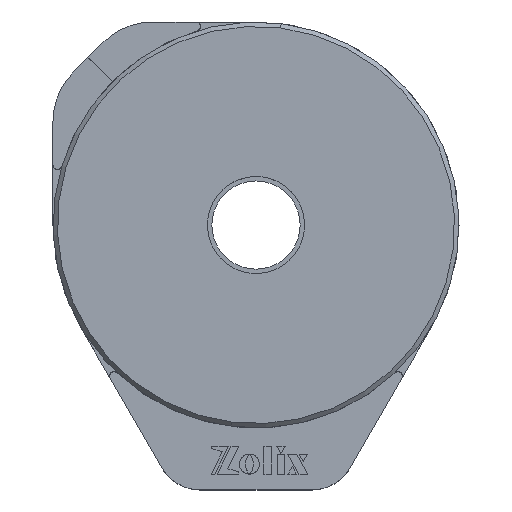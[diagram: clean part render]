
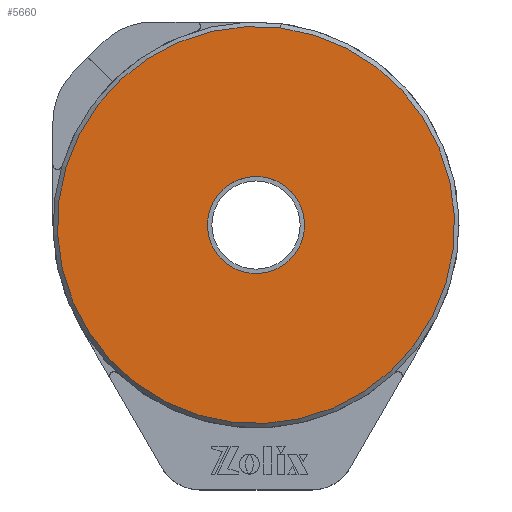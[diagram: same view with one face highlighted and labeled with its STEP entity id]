
A CAD part, top view. The second image highlights one B-rep face of the part: STEP entity #5660.
In plain terms, the highlighted planar face has unit normal (0, 0, 1).
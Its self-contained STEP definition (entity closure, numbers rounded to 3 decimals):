
#11 = DIRECTION ( 'NONE',  ( 0., 0., -1. ) ) ;
#406 = ORIENTED_EDGE ( 'NONE', *, *, #603, .T. ) ;
#446 = DIRECTION ( 'NONE',  ( -0.124, -0.992, 0. ) ) ;
#603 = EDGE_CURVE ( 'NONE', #3606, #6020, #6229, .T. ) ;
#759 = DIRECTION ( 'NONE',  ( 0., 0., -1. ) ) ;
#801 = AXIS2_PLACEMENT_3D ( 'NONE', #1788, #2858, #1214 ) ;
#805 = CARTESIAN_POINT ( 'NONE',  ( 0., 0., 0. ) ) ;
#1214 = DIRECTION ( 'NONE',  ( -0.124, -0.992, 0. ) ) ;
#1563 = AXIS2_PLACEMENT_3D ( 'NONE', #3711, #2507, #3090 ) ;
#1573 = CARTESIAN_POINT ( 'NONE',  ( 0.684, 5.457, 0. ) ) ;
#1641 = FACE_BOUND ( 'NONE', #3797, .T. ) ;
#1762 = CIRCLE ( 'NONE', #5199, 22.5 ) ;
#1788 = CARTESIAN_POINT ( 'NONE',  ( -22.822, 2.859, 0. ) ) ;
#2210 = CARTESIAN_POINT ( 'NONE',  ( 0., 0., 0. ) ) ;
#2507 = DIRECTION ( 'NONE',  ( 0., 0., 1. ) ) ;
#2584 = EDGE_CURVE ( 'NONE', #4341, #4897, #5532, .T. ) ;
#2755 = FACE_OUTER_BOUND ( 'NONE', #4565, .T. ) ;
#2858 = DIRECTION ( 'NONE',  ( 0., 0., -1. ) ) ;
#3078 = DIRECTION ( 'NONE',  ( 0., 0., 1. ) ) ;
#3090 = DIRECTION ( 'NONE',  ( -0.124, -0.992, 0. ) ) ;
#3384 = EDGE_CURVE ( 'NONE', #6020, #3606, #1762, .T. ) ;
#3457 = CIRCLE ( 'NONE', #4046, 5.5 ) ;
#3606 = VERTEX_POINT ( 'NONE', #5717 ) ;
#3711 = CARTESIAN_POINT ( 'NONE',  ( 0., 0., 0. ) ) ;
#3797 = EDGE_LOOP ( 'NONE', ( #5346, #5765 ) ) ;
#4046 = AXIS2_PLACEMENT_3D ( 'NONE', #2210, #11, #446 ) ;
#4194 = DIRECTION ( 'NONE',  ( -0.124, -0.992, 0. ) ) ;
#4341 = VERTEX_POINT ( 'NONE', #5279 ) ;
#4396 = EDGE_CURVE ( 'NONE', #4897, #4341, #3457, .T. ) ;
#4461 = AXIS2_PLACEMENT_3D ( 'NONE', #805, #759, #5671 ) ;
#4565 = EDGE_LOOP ( 'NONE', ( #5224, #406 ) ) ;
#4897 = VERTEX_POINT ( 'NONE', #1573 ) ;
#4905 = CARTESIAN_POINT ( 'NONE',  ( -2.797, -22.325, 0. ) ) ;
#5199 = AXIS2_PLACEMENT_3D ( 'NONE', #5800, #3078, #4194 ) ;
#5224 = ORIENTED_EDGE ( 'NONE', *, *, #3384, .T. ) ;
#5279 = CARTESIAN_POINT ( 'NONE',  ( -0.684, -5.457, 0. ) ) ;
#5346 = ORIENTED_EDGE ( 'NONE', *, *, #2584, .T. ) ;
#5532 = CIRCLE ( 'NONE', #4461, 5.5 ) ;
#5660 = ADVANCED_FACE ( 'NONE', ( #2755, #1641 ), #6135, .F. ) ;
#5671 = DIRECTION ( 'NONE',  ( -0.124, -0.992, 0. ) ) ;
#5717 = CARTESIAN_POINT ( 'NONE',  ( 2.797, 22.325, 0. ) ) ;
#5765 = ORIENTED_EDGE ( 'NONE', *, *, #4396, .T. ) ;
#5800 = CARTESIAN_POINT ( 'NONE',  ( 0., 0., 0. ) ) ;
#6020 = VERTEX_POINT ( 'NONE', #4905 ) ;
#6135 = PLANE ( 'NONE',  #801 ) ;
#6229 = CIRCLE ( 'NONE', #1563, 22.5 ) ;
